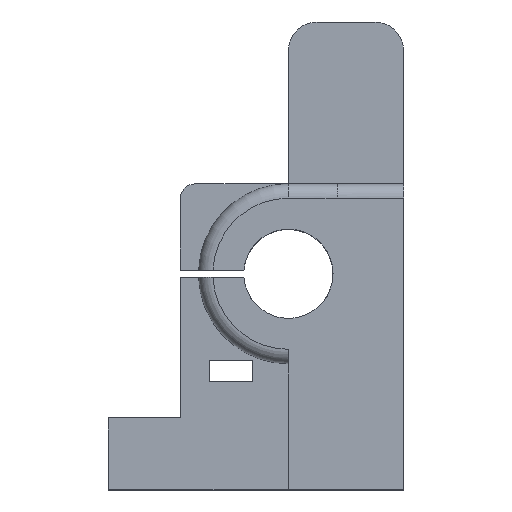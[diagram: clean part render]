
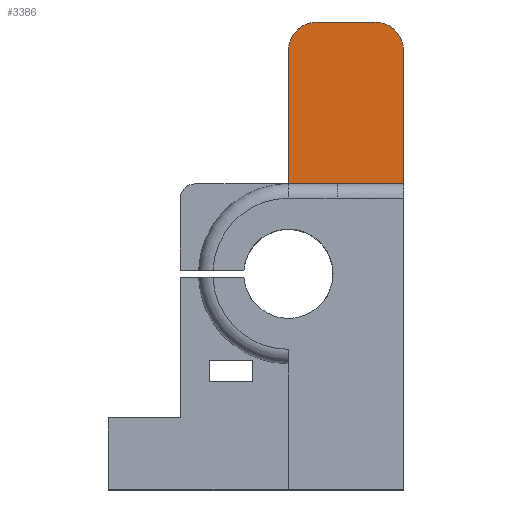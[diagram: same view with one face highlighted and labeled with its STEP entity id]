
A CAD part, top view. The second image highlights one B-rep face of the part: STEP entity #3386.
In plain terms, the highlighted planar face has unit normal (0, 0, 1).
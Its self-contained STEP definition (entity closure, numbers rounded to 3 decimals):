
#156 = PLANE('',#157);
#157 = AXIS2_PLACEMENT_3D('',#158,#159,#160);
#158 = CARTESIAN_POINT('',(41.,0.,0.));
#159 = DIRECTION('',(-1.,0.,0.));
#160 = DIRECTION('',(0.,0.,-1.));
#185 = CYLINDRICAL_SURFACE('',#186,4.);
#186 = AXIS2_PLACEMENT_3D('',#187,#188,#189);
#187 = CARTESIAN_POINT('',(37.,61.,0.));
#188 = DIRECTION('',(0.,0.,1.));
#189 = DIRECTION('',(1.,0.,0.));
#213 = PLANE('',#214);
#214 = AXIS2_PLACEMENT_3D('',#215,#216,#217);
#215 = CARTESIAN_POINT('',(0.,65.,0.));
#216 = DIRECTION('',(0.,1.,0.));
#217 = DIRECTION('',(0.,0.,1.));
#246 = CYLINDRICAL_SURFACE('',#247,4.);
#247 = AXIS2_PLACEMENT_3D('',#248,#249,#250);
#248 = CARTESIAN_POINT('',(29.,61.,0.));
#249 = DIRECTION('',(0.,0.,1.));
#250 = DIRECTION('',(-1.,0.,0.));
#274 = PLANE('',#275);
#275 = AXIS2_PLACEMENT_3D('',#276,#277,#278);
#276 = CARTESIAN_POINT('',(25.,42.5,0.));
#277 = DIRECTION('',(1.,0.,0.));
#278 = DIRECTION('',(0.,0.,1.));
#1863 = VERTEX_POINT('',#1864);
#1864 = CARTESIAN_POINT('',(25.,42.5,15.));
#1937 = VERTEX_POINT('',#1938);
#1938 = CARTESIAN_POINT('',(25.,61.,15.));
#1959 = EDGE_CURVE('',#1863,#1937,#1960,.T.);
#1960 = SURFACE_CURVE('',#1961,(#1965,#1972),.PCURVE_S1.);
#1961 = LINE('',#1962,#1963);
#1962 = CARTESIAN_POINT('',(25.,42.5,15.));
#1963 = VECTOR('',#1964,1.);
#1964 = DIRECTION('',(0.,1.,0.));
#1965 = PCURVE('',#274,#1966);
#1966 = DEFINITIONAL_REPRESENTATION('',(#1967),#1971);
#1967 = LINE('',#1968,#1969);
#1968 = CARTESIAN_POINT('',(15.,0.));
#1969 = VECTOR('',#1970,1.);
#1970 = DIRECTION('',(0.,-1.));
#1971 = ( GEOMETRIC_REPRESENTATION_CONTEXT(2) 
PARAMETRIC_REPRESENTATION_CONTEXT() REPRESENTATION_CONTEXT('2D SPACE',''
  ) );
#1972 = PCURVE('',#1973,#1978);
#1973 = PLANE('',#1974);
#1974 = AXIS2_PLACEMENT_3D('',#1975,#1976,#1977);
#1975 = CARTESIAN_POINT('',(0.,0.,15.));
#1976 = DIRECTION('',(0.,0.,1.));
#1977 = DIRECTION('',(1.,0.,0.));
#1978 = DEFINITIONAL_REPRESENTATION('',(#1979),#1983);
#1979 = LINE('',#1980,#1981);
#1980 = CARTESIAN_POINT('',(25.,42.5));
#1981 = VECTOR('',#1982,1.);
#1982 = DIRECTION('',(0.,1.));
#1983 = ( GEOMETRIC_REPRESENTATION_CONTEXT(2) 
PARAMETRIC_REPRESENTATION_CONTEXT() REPRESENTATION_CONTEXT('2D SPACE',''
  ) );
#1991 = VERTEX_POINT('',#1992);
#1992 = CARTESIAN_POINT('',(29.,65.,15.));
#2013 = EDGE_CURVE('',#1937,#1991,#2014,.T.);
#2014 = SURFACE_CURVE('',#2015,(#2020,#2027),.PCURVE_S1.);
#2015 = CIRCLE('',#2016,4.);
#2016 = AXIS2_PLACEMENT_3D('',#2017,#2018,#2019);
#2017 = CARTESIAN_POINT('',(29.,61.,15.));
#2018 = DIRECTION('',(0.,0.,-1.));
#2019 = DIRECTION('',(0.,-1.,0.));
#2020 = PCURVE('',#246,#2021);
#2021 = DEFINITIONAL_REPRESENTATION('',(#2022),#2026);
#2022 = LINE('',#2023,#2024);
#2023 = CARTESIAN_POINT('',(1.571,15.));
#2024 = VECTOR('',#2025,1.);
#2025 = DIRECTION('',(-1.,0.));
#2026 = ( GEOMETRIC_REPRESENTATION_CONTEXT(2) 
PARAMETRIC_REPRESENTATION_CONTEXT() REPRESENTATION_CONTEXT('2D SPACE',''
  ) );
#2027 = PCURVE('',#1973,#2028);
#2028 = DEFINITIONAL_REPRESENTATION('',(#2029),#2037);
#2029 = ( BOUNDED_CURVE() B_SPLINE_CURVE(2,(#2030,#2031,#2032,#2033,
#2034,#2035,#2036),.UNSPECIFIED.,.T.,.F.) B_SPLINE_CURVE_WITH_KNOTS((1,2
    ,2,2,2,1),(-2.094,0.,2.094,4.189,
6.283,8.378),.UNSPECIFIED.) CURVE() 
GEOMETRIC_REPRESENTATION_ITEM() RATIONAL_B_SPLINE_CURVE((1.,0.5,1.,0.5,
1.,0.5,1.)) REPRESENTATION_ITEM('') );
#2030 = CARTESIAN_POINT('',(29.,57.));
#2031 = CARTESIAN_POINT('',(22.072,57.));
#2032 = CARTESIAN_POINT('',(25.536,63.));
#2033 = CARTESIAN_POINT('',(29.,69.));
#2034 = CARTESIAN_POINT('',(32.464,63.));
#2035 = CARTESIAN_POINT('',(35.928,57.));
#2036 = CARTESIAN_POINT('',(29.,57.));
#2037 = ( GEOMETRIC_REPRESENTATION_CONTEXT(2) 
PARAMETRIC_REPRESENTATION_CONTEXT() REPRESENTATION_CONTEXT('2D SPACE',''
  ) );
#2045 = EDGE_CURVE('',#1991,#2046,#2048,.T.);
#2046 = VERTEX_POINT('',#2047);
#2047 = CARTESIAN_POINT('',(37.,65.,15.));
#2048 = SURFACE_CURVE('',#2049,(#2053,#2060),.PCURVE_S1.);
#2049 = LINE('',#2050,#2051);
#2050 = CARTESIAN_POINT('',(0.,65.,15.));
#2051 = VECTOR('',#2052,1.);
#2052 = DIRECTION('',(1.,0.,0.));
#2053 = PCURVE('',#213,#2054);
#2054 = DEFINITIONAL_REPRESENTATION('',(#2055),#2059);
#2055 = LINE('',#2056,#2057);
#2056 = CARTESIAN_POINT('',(15.,0.));
#2057 = VECTOR('',#2058,1.);
#2058 = DIRECTION('',(0.,1.));
#2059 = ( GEOMETRIC_REPRESENTATION_CONTEXT(2) 
PARAMETRIC_REPRESENTATION_CONTEXT() REPRESENTATION_CONTEXT('2D SPACE',''
  ) );
#2060 = PCURVE('',#1973,#2061);
#2061 = DEFINITIONAL_REPRESENTATION('',(#2062),#2066);
#2062 = LINE('',#2063,#2064);
#2063 = CARTESIAN_POINT('',(0.,65.));
#2064 = VECTOR('',#2065,1.);
#2065 = DIRECTION('',(1.,0.));
#2066 = ( GEOMETRIC_REPRESENTATION_CONTEXT(2) 
PARAMETRIC_REPRESENTATION_CONTEXT() REPRESENTATION_CONTEXT('2D SPACE',''
  ) );
#2094 = EDGE_CURVE('',#2095,#2046,#2097,.T.);
#2095 = VERTEX_POINT('',#2096);
#2096 = CARTESIAN_POINT('',(41.,61.,15.));
#2097 = SURFACE_CURVE('',#2098,(#2103,#2110),.PCURVE_S1.);
#2098 = CIRCLE('',#2099,4.);
#2099 = AXIS2_PLACEMENT_3D('',#2100,#2101,#2102);
#2100 = CARTESIAN_POINT('',(37.,61.,15.));
#2101 = DIRECTION('',(0.,0.,1.));
#2102 = DIRECTION('',(0.,-1.,0.));
#2103 = PCURVE('',#185,#2104);
#2104 = DEFINITIONAL_REPRESENTATION('',(#2105),#2109);
#2105 = LINE('',#2106,#2107);
#2106 = CARTESIAN_POINT('',(-1.571,15.));
#2107 = VECTOR('',#2108,1.);
#2108 = DIRECTION('',(1.,0.));
#2109 = ( GEOMETRIC_REPRESENTATION_CONTEXT(2) 
PARAMETRIC_REPRESENTATION_CONTEXT() REPRESENTATION_CONTEXT('2D SPACE',''
  ) );
#2110 = PCURVE('',#1973,#2111);
#2111 = DEFINITIONAL_REPRESENTATION('',(#2112),#2116);
#2112 = CIRCLE('',#2113,4.);
#2113 = AXIS2_PLACEMENT_2D('',#2114,#2115);
#2114 = CARTESIAN_POINT('',(37.,61.));
#2115 = DIRECTION('',(0.,-1.));
#2116 = ( GEOMETRIC_REPRESENTATION_CONTEXT(2) 
PARAMETRIC_REPRESENTATION_CONTEXT() REPRESENTATION_CONTEXT('2D SPACE',''
  ) );
#3344 = PLANE('',#3345);
#3345 = AXIS2_PLACEMENT_3D('',#3346,#3347,#3348);
#3346 = CARTESIAN_POINT('',(25.,42.5,15.));
#3347 = DIRECTION('',(0.,1.,0.));
#3348 = DIRECTION('',(0.,0.,1.));
#3386 = ADVANCED_FACE('',(#3387),#1973,.T.);
#3387 = FACE_BOUND('',#3388,.T.);
#3388 = EDGE_LOOP('',(#3389,#3390,#3413,#3434,#3435,#3436));
#3389 = ORIENTED_EDGE('',*,*,#1959,.F.);
#3390 = ORIENTED_EDGE('',*,*,#3391,.T.);
#3391 = EDGE_CURVE('',#1863,#3392,#3394,.T.);
#3392 = VERTEX_POINT('',#3393);
#3393 = CARTESIAN_POINT('',(41.,42.5,15.));
#3394 = SURFACE_CURVE('',#3395,(#3399,#3406),.PCURVE_S1.);
#3395 = LINE('',#3396,#3397);
#3396 = CARTESIAN_POINT('',(25.,42.5,15.));
#3397 = VECTOR('',#3398,1.);
#3398 = DIRECTION('',(1.,0.,0.));
#3399 = PCURVE('',#1973,#3400);
#3400 = DEFINITIONAL_REPRESENTATION('',(#3401),#3405);
#3401 = LINE('',#3402,#3403);
#3402 = CARTESIAN_POINT('',(25.,42.5));
#3403 = VECTOR('',#3404,1.);
#3404 = DIRECTION('',(1.,0.));
#3405 = ( GEOMETRIC_REPRESENTATION_CONTEXT(2) 
PARAMETRIC_REPRESENTATION_CONTEXT() REPRESENTATION_CONTEXT('2D SPACE',''
  ) );
#3406 = PCURVE('',#3344,#3407);
#3407 = DEFINITIONAL_REPRESENTATION('',(#3408),#3412);
#3408 = LINE('',#3409,#3410);
#3409 = CARTESIAN_POINT('',(0.,0.));
#3410 = VECTOR('',#3411,1.);
#3411 = DIRECTION('',(0.,1.));
#3412 = ( GEOMETRIC_REPRESENTATION_CONTEXT(2) 
PARAMETRIC_REPRESENTATION_CONTEXT() REPRESENTATION_CONTEXT('2D SPACE',''
  ) );
#3413 = ORIENTED_EDGE('',*,*,#3414,.T.);
#3414 = EDGE_CURVE('',#3392,#2095,#3415,.T.);
#3415 = SURFACE_CURVE('',#3416,(#3420,#3427),.PCURVE_S1.);
#3416 = LINE('',#3417,#3418);
#3417 = CARTESIAN_POINT('',(41.,0.,15.));
#3418 = VECTOR('',#3419,1.);
#3419 = DIRECTION('',(0.,1.,0.));
#3420 = PCURVE('',#1973,#3421);
#3421 = DEFINITIONAL_REPRESENTATION('',(#3422),#3426);
#3422 = LINE('',#3423,#3424);
#3423 = CARTESIAN_POINT('',(41.,0.));
#3424 = VECTOR('',#3425,1.);
#3425 = DIRECTION('',(0.,1.));
#3426 = ( GEOMETRIC_REPRESENTATION_CONTEXT(2) 
PARAMETRIC_REPRESENTATION_CONTEXT() REPRESENTATION_CONTEXT('2D SPACE',''
  ) );
#3427 = PCURVE('',#156,#3428);
#3428 = DEFINITIONAL_REPRESENTATION('',(#3429),#3433);
#3429 = LINE('',#3430,#3431);
#3430 = CARTESIAN_POINT('',(-15.,0.));
#3431 = VECTOR('',#3432,1.);
#3432 = DIRECTION('',(0.,-1.));
#3433 = ( GEOMETRIC_REPRESENTATION_CONTEXT(2) 
PARAMETRIC_REPRESENTATION_CONTEXT() REPRESENTATION_CONTEXT('2D SPACE',''
  ) );
#3434 = ORIENTED_EDGE('',*,*,#2094,.T.);
#3435 = ORIENTED_EDGE('',*,*,#2045,.F.);
#3436 = ORIENTED_EDGE('',*,*,#2013,.F.);
